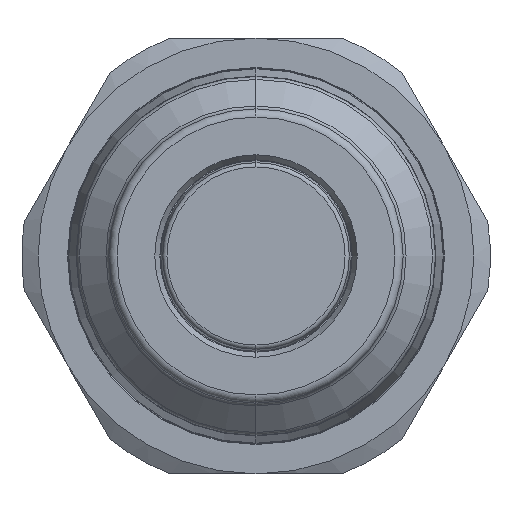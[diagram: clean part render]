
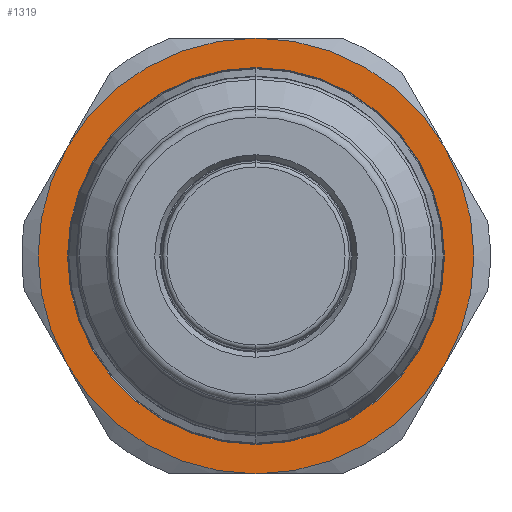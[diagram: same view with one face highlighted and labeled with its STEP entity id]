
A CAD part, left-side view. The second image highlights one B-rep face of the part: STEP entity #1319.
In plain terms, the highlighted planar face has unit normal (-1, 0, 0).
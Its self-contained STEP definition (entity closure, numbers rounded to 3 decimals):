
#2 = AXIS2_PLACEMENT_3D ( 'NONE', #1243, #1244, #1245 ) ;
#63 = AXIS2_PLACEMENT_3D ( 'NONE', #1910, #1870, #1869 ) ;
#127 = AXIS2_PLACEMENT_3D ( 'NONE', #950, #951, #952 ) ;
#318 = FACE_OUTER_BOUND ( 'NONE', #2219, .T. ) ;
#319 = FACE_BOUND ( 'NONE', #2216, .T. ) ;
#351 = AXIS2_PLACEMENT_3D ( 'NONE', #2409, #2408, #2404 ) ;
#371 = EDGE_CURVE ( 'NONE', #2350, #2534, #2086, .T. ) ;
#401 = EDGE_CURVE ( 'NONE', #2531, #2550, #2140, .T. ) ;
#412 = AXIS2_PLACEMENT_3D ( 'NONE', #854, #717, #718 ) ;
#414 = EDGE_CURVE ( 'NONE', #2403, #2388, #605, .T. ) ;
#432 = AXIS2_PLACEMENT_3D ( 'NONE', #815, #814, #813 ) ;
#440 = AXIS2_PLACEMENT_3D ( 'NONE', #716, #681, #706 ) ;
#444 = EDGE_CURVE ( 'NONE', #2476, #2500, #622, .T. ) ;
#445 = AXIS2_PLACEMENT_3D ( 'NONE', #669, #678, #677 ) ;
#470 = EDGE_CURVE ( 'NONE', #2550, #2403, #633, .T. ) ;
#472 = EDGE_CURVE ( 'NONE', #2388, #2476, #646, .T. ) ;
#488 = EDGE_CURVE ( 'NONE', #2500, #2531, #2321, .T. ) ;
#517 = AXIS2_PLACEMENT_3D ( 'NONE', #841, #840, #839 ) ;
#569 = EDGE_CURVE ( 'NONE', #2534, #2350, #2062, .T. ) ;
#605 = CIRCLE ( 'NONE', #432, 20. ) ;
#622 = CIRCLE ( 'NONE', #440, 20. ) ;
#633 = CIRCLE ( 'NONE', #412, 20. ) ;
#646 = CIRCLE ( 'NONE', #517, 20. ) ;
#669 = CARTESIAN_POINT ( 'NONE',  ( 66.4, 0., 0. ) ) ;
#677 = DIRECTION ( 'NONE',  ( 0., 0., 1. ) ) ;
#678 = DIRECTION ( 'NONE',  ( -1., 0., 0. ) ) ;
#681 = DIRECTION ( 'NONE',  ( -1., 0., 0. ) ) ;
#706 = DIRECTION ( 'NONE',  ( 0., 0., 1. ) ) ;
#716 = CARTESIAN_POINT ( 'NONE',  ( 66.4, 0., 0. ) ) ;
#717 = DIRECTION ( 'NONE',  ( -1., 0., 0. ) ) ;
#718 = DIRECTION ( 'NONE',  ( 0., 0., 1. ) ) ;
#813 = DIRECTION ( 'NONE',  ( 0., 0., 1. ) ) ;
#814 = DIRECTION ( 'NONE',  ( -1., 0., 0. ) ) ;
#815 = CARTESIAN_POINT ( 'NONE',  ( 66.4, 0., 0. ) ) ;
#839 = DIRECTION ( 'NONE',  ( 0., 0., 1. ) ) ;
#840 = DIRECTION ( 'NONE',  ( -1., 0., 0. ) ) ;
#841 = CARTESIAN_POINT ( 'NONE',  ( 66.4, 0., 0. ) ) ;
#854 = CARTESIAN_POINT ( 'NONE',  ( 66.4, 0., 0. ) ) ;
#950 = CARTESIAN_POINT ( 'NONE',  ( 66.4, 0., 0. ) ) ;
#951 = DIRECTION ( 'NONE',  ( -1., 0., 0. ) ) ;
#952 = DIRECTION ( 'NONE',  ( 0., 0., 1. ) ) ;
#1243 = CARTESIAN_POINT ( 'NONE',  ( 66.4, 0., 0. ) ) ;
#1244 = DIRECTION ( 'NONE',  ( -1., 0., 0. ) ) ;
#1245 = DIRECTION ( 'NONE',  ( 0., 0., 1. ) ) ;
#1319 = ADVANCED_FACE ( 'NONE', ( #318, #319 ), #1911, .T. ) ;
#1365 = ORIENTED_EDGE ( 'NONE', *, *, #444, .T. ) ;
#1369 = ORIENTED_EDGE ( 'NONE', *, *, #472, .T. ) ;
#1482 = ORIENTED_EDGE ( 'NONE', *, *, #414, .T. ) ;
#1555 = ORIENTED_EDGE ( 'NONE', *, *, #371, .F. ) ;
#1558 = ORIENTED_EDGE ( 'NONE', *, *, #569, .F. ) ;
#1619 = ORIENTED_EDGE ( 'NONE', *, *, #401, .T. ) ;
#1641 = ORIENTED_EDGE ( 'NONE', *, *, #470, .T. ) ;
#1689 = ORIENTED_EDGE ( 'NONE', *, *, #488, .T. ) ;
#1715 = CARTESIAN_POINT ( 'NONE',  ( 66.4, 0., 17.3 ) ) ;
#1716 = CARTESIAN_POINT ( 'NONE',  ( 66.4, 0., -20. ) ) ;
#1731 = CARTESIAN_POINT ( 'NONE',  ( 66.4, -17.321, -10. ) ) ;
#1799 = CARTESIAN_POINT ( 'NONE',  ( 66.4, 17.321, 10. ) ) ;
#1803 = CARTESIAN_POINT ( 'NONE',  ( 66.4, 0., -17.3 ) ) ;
#1869 = DIRECTION ( 'NONE',  ( 0., 0., 1. ) ) ;
#1870 = DIRECTION ( 'NONE',  ( -1., 0., 0. ) ) ;
#1910 = CARTESIAN_POINT ( 'NONE',  ( 66.4, 17.3, 0. ) ) ;
#1911 = PLANE ( 'NONE',  #63 ) ;
#1926 = CARTESIAN_POINT ( 'NONE',  ( 66.4, 17.321, -10. ) ) ;
#1936 = CARTESIAN_POINT ( 'NONE',  ( 66.4, 0., 20. ) ) ;
#1969 = CARTESIAN_POINT ( 'NONE',  ( 66.4, -17.321, 10. ) ) ;
#2062 = CIRCLE ( 'NONE', #127, 17.3 ) ;
#2086 = CIRCLE ( 'NONE', #351, 17.3 ) ;
#2140 = CIRCLE ( 'NONE', #445, 20. ) ;
#2216 = EDGE_LOOP ( 'NONE', ( #1558, #1555 ) ) ;
#2219 = EDGE_LOOP ( 'NONE', ( #1365, #1689, #1619, #1641, #1482, #1369 ) ) ;
#2321 = CIRCLE ( 'NONE', #2, 20. ) ;
#2350 = VERTEX_POINT ( 'NONE', #1803 ) ;
#2388 = VERTEX_POINT ( 'NONE', #1969 ) ;
#2403 = VERTEX_POINT ( 'NONE', #1731 ) ;
#2404 = DIRECTION ( 'NONE',  ( 0., 0., 1. ) ) ;
#2408 = DIRECTION ( 'NONE',  ( -1., 0., 0. ) ) ;
#2409 = CARTESIAN_POINT ( 'NONE',  ( 66.4, 0., 0. ) ) ;
#2476 = VERTEX_POINT ( 'NONE', #1936 ) ;
#2500 = VERTEX_POINT ( 'NONE', #1799 ) ;
#2531 = VERTEX_POINT ( 'NONE', #1926 ) ;
#2534 = VERTEX_POINT ( 'NONE', #1715 ) ;
#2550 = VERTEX_POINT ( 'NONE', #1716 ) ;
